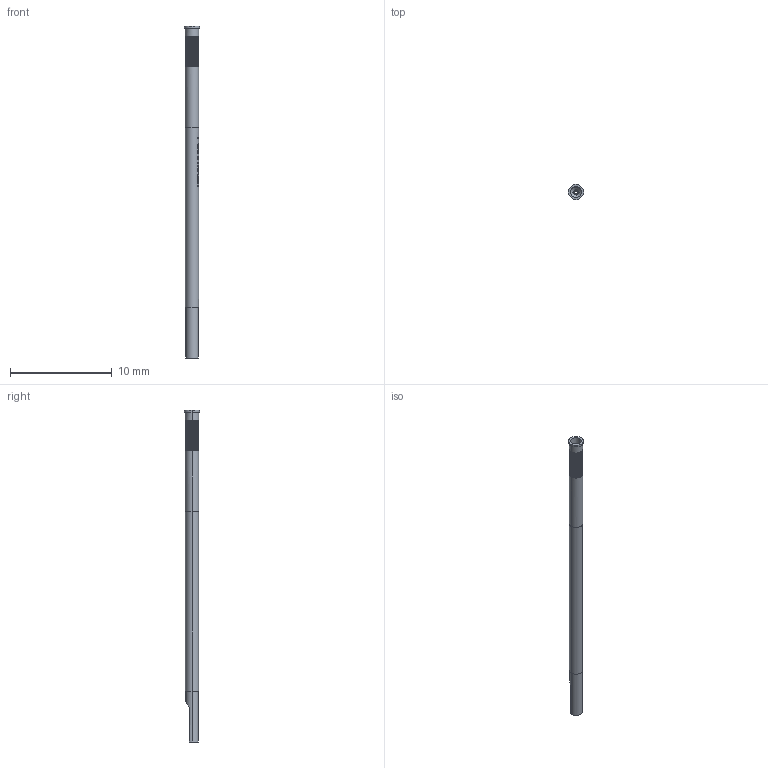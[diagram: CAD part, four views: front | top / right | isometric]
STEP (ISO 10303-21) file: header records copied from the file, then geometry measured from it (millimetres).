
FILE_DESCRIPTION (( 'STEP AP203' ), '1' );
FILE_NAME ('MOD-H175LARD.step', '2015-07-09T11:48:08', ( 'firstrun' ), ( 'Hewlett-Packard Company' ), 'SwSTEP 2.0', 'SolidWorks 2012', '' );
FILE_SCHEMA (( 'CONFIG_CONTROL_DESIGN' ));
Length unit declared in the file: millimetre
Products named in the file (1): MOD-H175LARD
Bounding box: 1.5 x 1.5 x 32.7 mm (x, y, z)
Volume: 17 mm3; surface area: 234.4 mm2
Topology: 1 solids, 1 shells, 402 faces, 1103 edges, 708 vertices
Faces by surface type: plane 250, cylinder 86, bspline 62, cone 4
Entity records: 15211 total; most frequent: CARTESIAN_POINT 5379, ORIENTED_EDGE 2206, DIRECTION 1808, EDGE_CURVE 1103, VERTEX_POINT 708, AXIS2_PLACEMENT_3D 605, VECTOR 598, LINE 598
